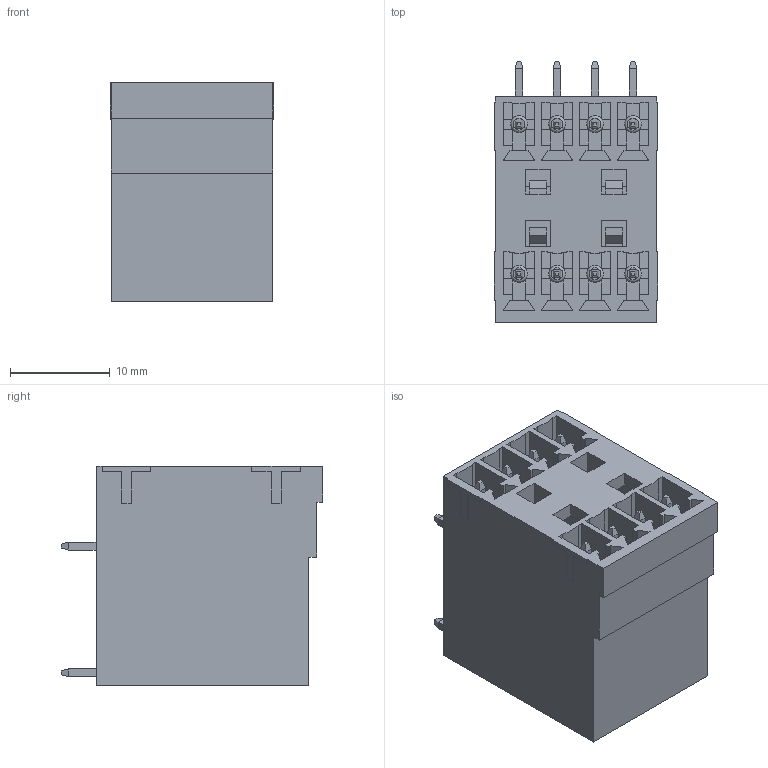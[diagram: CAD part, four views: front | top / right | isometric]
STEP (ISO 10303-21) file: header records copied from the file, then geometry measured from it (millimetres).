
FILE_DESCRIPTION(/* description */ ('Unknown'),/* implementation_level */ '2;1');
FILE_NAME(/* name */ '691327310008',/* time_stamp */ '2023-08-23T16:20:56+02:00',/* author */ ('Unknown'),/* organization */ ('Unknown'),/* preprocessor_version */ 'ST-DEVELOPER v18.102',/* originating_system */ 'Solid Edge',/* authorisation */ 'Unknown');
FILE_SCHEMA (('AUTOMOTIVE_DESIGN {1 0 10303 214 3 1 1}'));
Length unit declared in the file: millimetre
Products named in the file (5): 6913273100xx; 691327310008; 6913273100xx_PIN; 6913273100xx_PIN_LONGUE; 691327310008_CAPOT
Assembly tree (10 placements, depth 2):
  6913273100xx
    691327310008
    6913273100xx_PIN  x4
    6913273100xx_PIN_LONGUE  x4
    691327310008_CAPOT
Bounding box: 16.43 x 26.2 x 22 mm (x, y, z)
Volume: 3331 mm3; surface area: 8640.2 mm2
Topology: 10 solids, 10 shells, 740 faces, 1994 edges, 1274 vertices
Faces by surface type: plane 708, cylinder 24, torus 8
Full cylindrical faces by diameter (mm): 1.68 x8
Entity records: 20000 total; most frequent: CARTESIAN_POINT 3531, ORIENTED_EDGE 3496, DIRECTION 3130, EDGE_CURVE 1748, LINE 1664, VECTOR 1664, VERTEX_POINT 1134, AXIS2_PLACEMENT_3D 733
